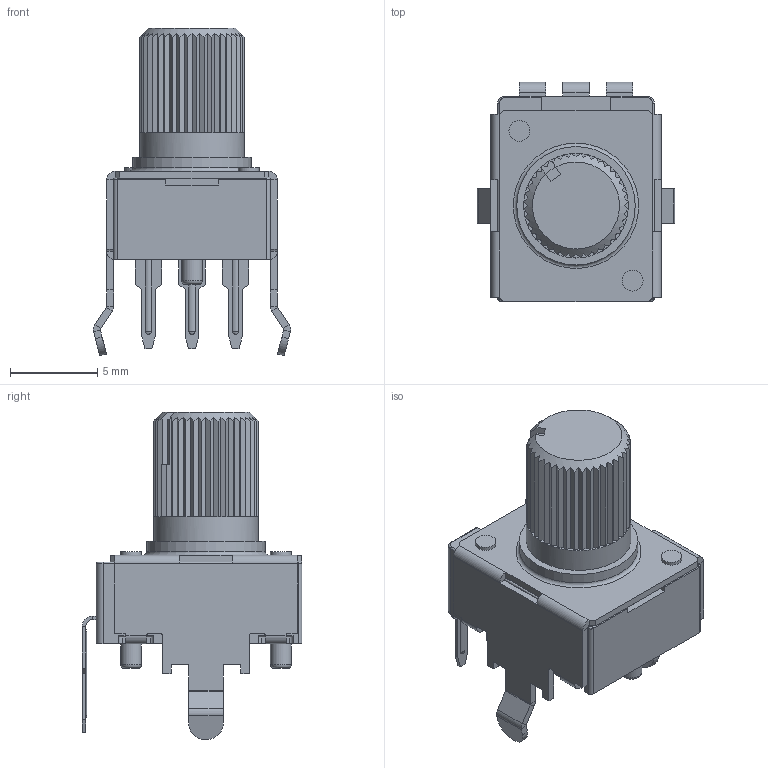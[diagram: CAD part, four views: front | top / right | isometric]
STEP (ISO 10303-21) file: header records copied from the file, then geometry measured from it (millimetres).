
FILE_DESCRIPTION(('STEP AP214'), '1');
FILE_NAME('R-0904N-KQ', '', ('UNSPECIFIED'), ('UNSPECIFIED'), 'ASCON STEP Converter 1.6', 'ASCON Math Kernel', '');
FILE_SCHEMA(('AUTOMOTIVE_DESIGN { 1 0 10303 214 3 1 1}'));
Length unit declared in the file: millimetre
Bounding box: 11.32 x 12.6 x 18.8 mm (x, y, z)
Volume: 800.6 mm3; surface area: 1236.8 mm2
Topology: 6 solids, 6 shells, 458 faces, 1113 edges, 667 vertices
Faces by surface type: plane 341, cylinder 87, sphere 12, torus 9, bspline 8, cone 1
Full cylindrical faces by diameter (mm): 1.2 x7, 6 x2, 6.8 x1
Entity records: 17574 total; most frequent: CARTESIAN_POINT 3342, ORIENTED_EDGE 2172, DIRECTION 2136, EDGE_CURVE 1086, LINE 738, VECTOR 738, AXIS2_PLACEMENT_3D 699, VERTEX_POINT 667
